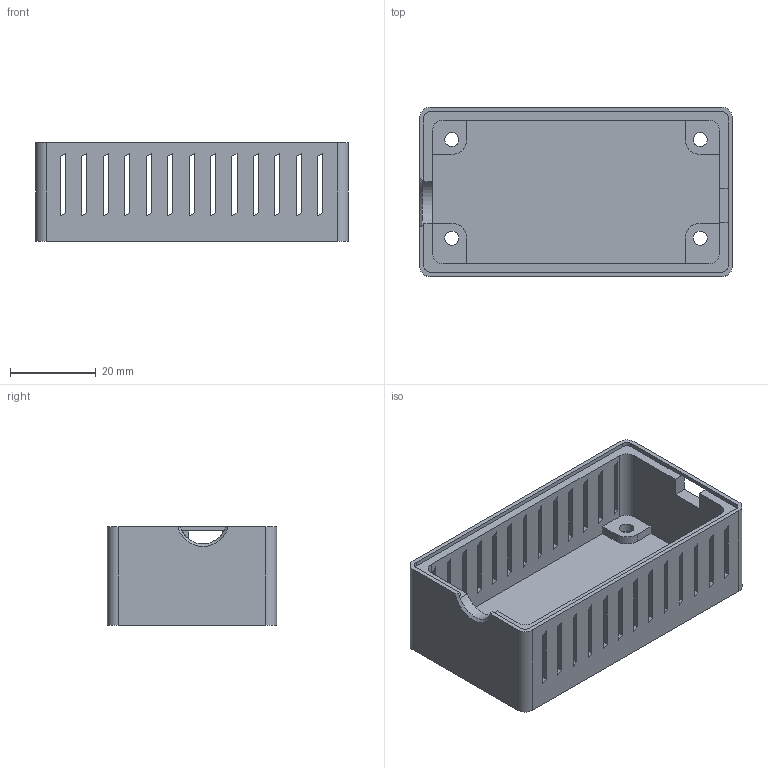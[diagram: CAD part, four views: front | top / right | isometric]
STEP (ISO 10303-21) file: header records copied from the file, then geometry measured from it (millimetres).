
FILE_DESCRIPTION(('FreeCAD Model'),'2;1');
FILE_NAME('Open CASCADE Shape Model','2024-03-08T21:40:42',(''),(''), 'Open CASCADE STEP processor 7.6','FreeCAD','Unknown');
FILE_SCHEMA(('AUTOMOTIVE_DESIGN { 1 0 10303 214 1 1 1 1 }'));
Length unit declared in the file: millimetre
Products named in the file (1): enclosure-base
Bounding box: 73 x 39.5 x 23 mm (x, y, z)
Volume: 18325.1 mm3; surface area: 16577.9 mm2
Topology: 1 solids, 1 shells, 173 faces, 501 edges, 334 vertices
Faces by surface type: plane 147, cylinder 25, cone 1
Full cylindrical faces by diameter (mm): 3.3 x4, 5.1 x4
Entity records: 5778 total; most frequent: CARTESIAN_POINT 1009, ORIENTED_EDGE 1002, DIRECTION 904, EDGE_CURVE 501, LINE 446, VECTOR 446, VERTEX_POINT 334, FACE_BOUND 239
